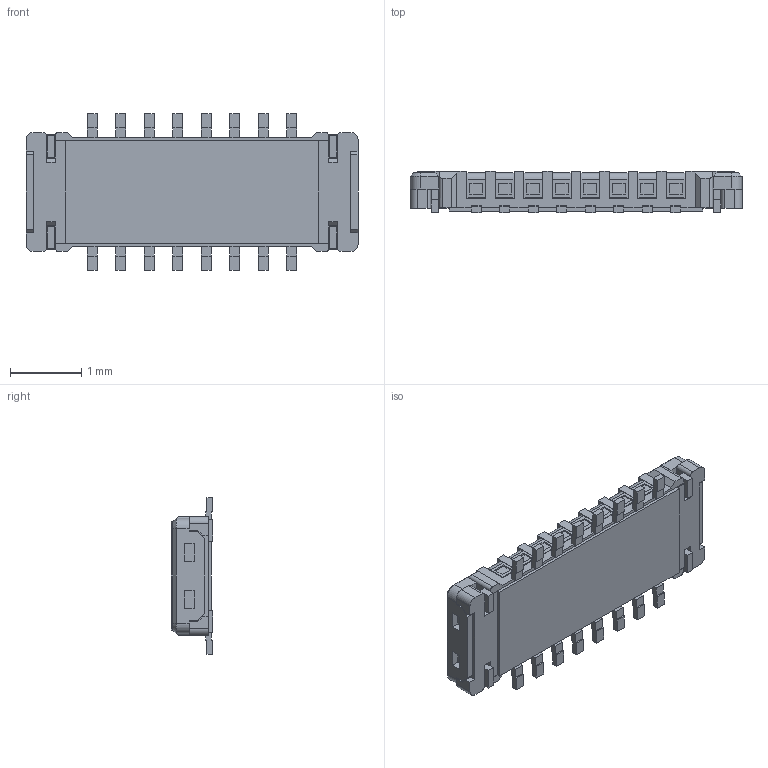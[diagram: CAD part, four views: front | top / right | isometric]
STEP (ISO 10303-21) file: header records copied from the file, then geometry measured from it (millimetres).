
FILE_DESCRIPTION((''),'2;1');
FILE_NAME('5035521620','2014-02-04T',('me'),(''),'PRO/ENGINEER BY PARAMETRIC TECHNOLOGY CORPORATION, 2011490','PRO/ENGINEER BY PARAMETRIC TECHNOLOGY CORPORATION, 2011490','');
FILE_SCHEMA(('CONFIG_CONTROL_DESIGN'));
Length unit declared in the file: millimetre
Products named in the file (1): 5035521620
Bounding box: 4.66 x 0.58 x 2.2 mm (x, y, z)
Volume: 2.4 mm3; surface area: 37.3 mm2
Topology: 1 solids, 1 shells, 760 faces, 2274 edges, 1524 vertices
Faces by surface type: plane 690, cylinder 66, cone 4
Entity records: 25075 total; most frequent: CARTESIAN_POINT 4497, ORIENTED_EDGE 4388, DIRECTION 3928, EDGE_CURVE 2194, VECTOR 2134, LINE 2134, VERTEX_POINT 1444, AXIS2_PLACEMENT_3D 897
